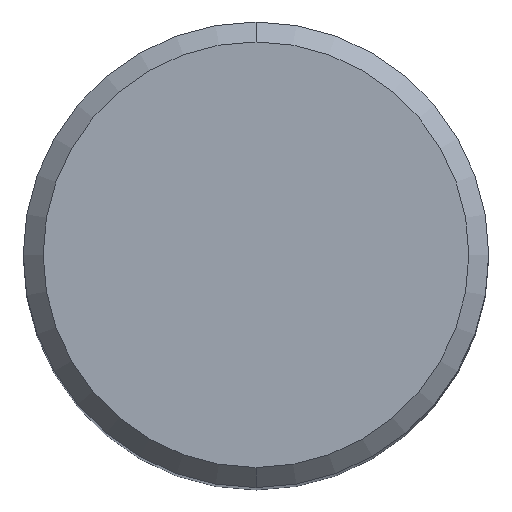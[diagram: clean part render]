
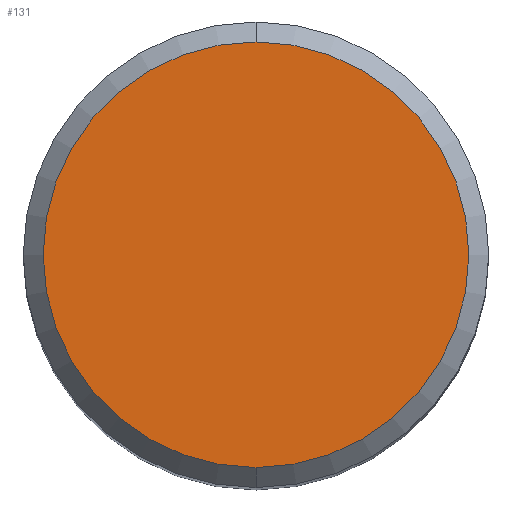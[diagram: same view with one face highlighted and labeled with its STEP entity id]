
A CAD part, top view. The second image highlights one B-rep face of the part: STEP entity #131.
In plain terms, the highlighted planar face has unit normal (0, 0, 1).
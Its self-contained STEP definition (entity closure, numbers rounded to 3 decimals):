
#99=VERTEX_POINT('',#250);
#109=VERTEX_POINT('',#261);
#111=EDGE_CURVE('',#109,#99,#263,.T.);
#131=ADVANCED_FACE('',(#284),#285,.T.);
#225=EDGE_CURVE('',#99,#109,#393,.T.);
#250=CARTESIAN_POINT('',(0.0,6.4,0.));
#261=CARTESIAN_POINT('',(0.,-6.4,0.));
#263=CIRCLE('',#426,6.4);
#284=FACE_OUTER_BOUND('',#458,.T.);
#285=PLANE('',#459);
#393=CIRCLE('',#593,6.4);
#426=AXIS2_PLACEMENT_3D('',#610,#611,#612);
#458=EDGE_LOOP('',(#635,#636));
#459=AXIS2_PLACEMENT_3D('',#637,#638,#639);
#593=AXIS2_PLACEMENT_3D('',#789,#790,#791);
#610=CARTESIAN_POINT('',(0.0,0.0,0.));
#611=DIRECTION('',(0.0,0.0,-1.0));
#612=DIRECTION('',(0.0,1.0,0.0));
#635=ORIENTED_EDGE('',*,*,#225,.F.);
#636=ORIENTED_EDGE('',*,*,#111,.F.);
#637=CARTESIAN_POINT('',(0.0,3.2,0.));
#638=DIRECTION('',(-0.0,0.0,1.0));
#639=DIRECTION('',(0.0,-1.0,0.0));
#789=CARTESIAN_POINT('',(0.0,0.0,0.));
#790=DIRECTION('',(0.0,0.0,-1.0));
#791=DIRECTION('',(0.0,1.0,0.0));
